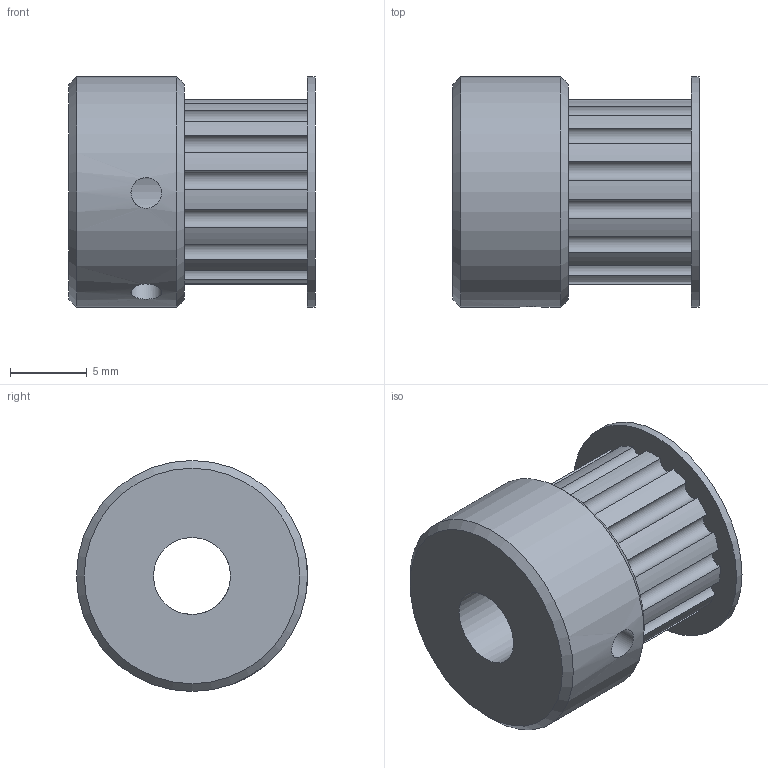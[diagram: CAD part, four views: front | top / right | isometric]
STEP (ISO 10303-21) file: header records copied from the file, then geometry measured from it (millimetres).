
FILE_DESCRIPTION(/* description */ (''),/* implementation_level */ '2;1');
FILE_NAME(/* name */ '2GT-pulley.stp',/* time_stamp */ '2020-11-19T20:16:29+03:00',/* author */ ('Max'),/* organization */ (''),/* preprocessor_version */ 'ST-DEVELOPER v16.5',/* originating_system */ 'Autodesk Inventor 2017',/* authorisation */ '');
FILE_SCHEMA (('AUTOMOTIVE_DESIGN { 1 0 10303 214 3 1 1 }'));
Length unit declared in the file: millimetre
Products named in the file (1): 2GT-pulley
Bounding box: 16 x 15 x 15 mm (x, y, z)
Volume: 1870.8 mm3; surface area: 1499.7 mm2
Topology: 1 solids, 1 shells, 43 faces, 115 edges, 77 vertices
Faces by surface type: cylinder 36, plane 5, cone 2
Full cylindrical faces by diameter (mm): 2 x2, 5 x1, 8 x1, 15 x2
Entity records: 1537 total; most frequent: CARTESIAN_POINT 354, DIRECTION 258, ORIENTED_EDGE 208, AXIS2_PLACEMENT_3D 114, EDGE_CURVE 104, VERTEX_POINT 74, CIRCLE 70, EDGE_LOOP 60
